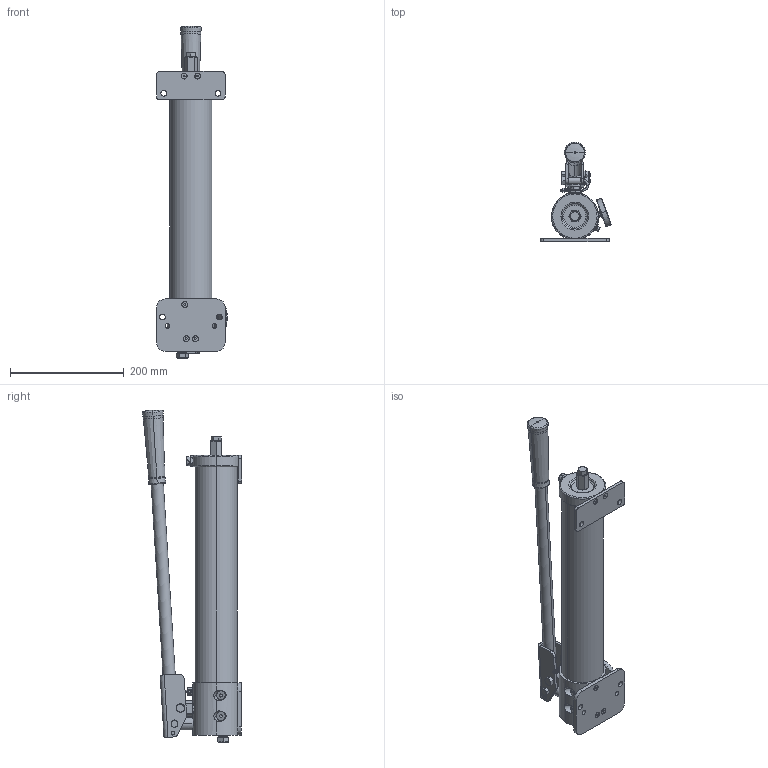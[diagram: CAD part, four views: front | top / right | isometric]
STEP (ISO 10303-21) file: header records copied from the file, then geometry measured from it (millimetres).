
FILE_DESCRIPTION (( 'STEP AP203' ), '1' );
FILE_NAME ('H1821.STEP', '2016-04-01T03:36:46', ( '' ), ( '' ), 'SwSTEP 2.0', 'SolidWorks 2015', '' );
FILE_SCHEMA (( 'CONFIG_CONTROL_DESIGN' ));
Products named in the file (1): H1821
Bounding box: 123.89 x 174.91 x 583.99 mm (x, y, z)
Volume: 1207733.8 mm3; surface area: 440301.3 mm2
Topology: 46 solids, 46 shells, 1270 faces, 2875 edges, 1719 vertices
Faces by surface type: cylinder 428, plane 374, cone 361, torus 56, bspline 51
Entity records: 81448 total; most frequent: CARTESIAN_POINT 53391, DIRECTION 6000, ORIENTED_EDGE 5674, EDGE_CURVE 2837, AXIS2_PLACEMENT_3D 2426, VERTEX_POINT 1719, EDGE_LOOP 1432, FACE_OUTER_BOUND 1270
